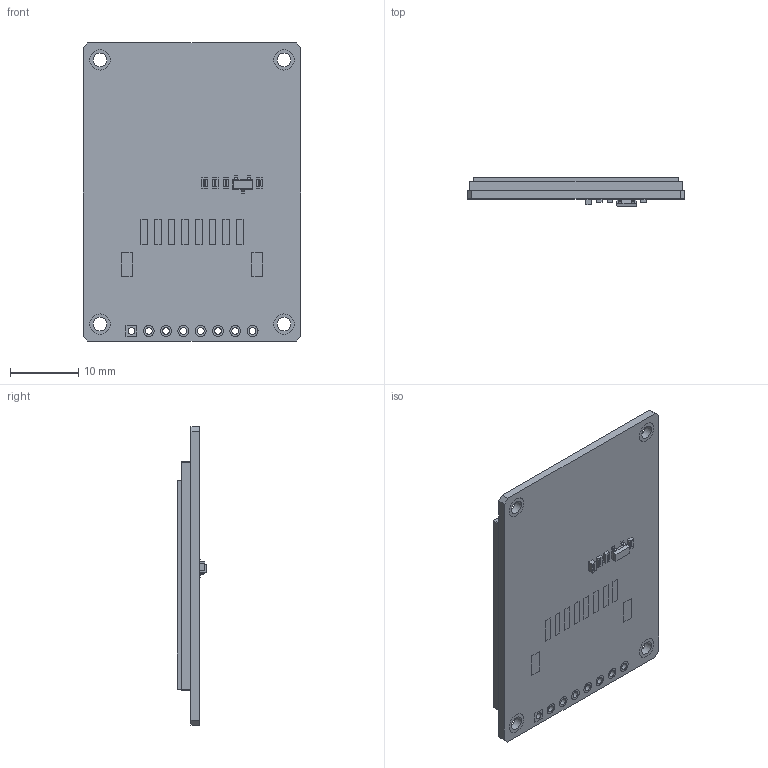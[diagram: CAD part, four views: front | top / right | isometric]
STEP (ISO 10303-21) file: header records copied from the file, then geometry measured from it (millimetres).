
FILE_DESCRIPTION(/* description */ (''),/* implementation_level */ '2;1');
FILE_NAME(/* name */ 'TFT_IPS_ZJI-1.stp',/* time_stamp */ '2020-07-20T13:12:25+03:00',/* author */ ('workuser'),/* organization */ (''),/* preprocessor_version */ 'ST-DEVELOPER v17',/* originating_system */ 'Autodesk Inventor 2019',/* authorisation */ '');
FILE_SCHEMA (('AUTOMOTIVE_DESIGN { 1 0 10303 214 3 1 1 }'));
Products named in the file (1): TFT_IPS_ZJI-1.54inch
Bounding box: 32 x 4.3 x 43.8 mm (x, y, z)
Volume: 3694.2 mm3; surface area: 3298.1 mm2
Topology: 6 solids, 6 shells, 1914 faces, 5199 edges, 3432 vertices
Faces by surface type: plane 1536, bspline 276, cylinder 86, sphere 16
Full cylindrical faces by diameter (mm): 1 x8, 1.6 x14, 2 x4, 3 x8
Entity records: 66186 total; most frequent: CARTESIAN_POINT 18042, ORIENTED_EDGE 10398, DIRECTION 8197, EDGE_CURVE 5199, LINE 4455, VECTOR 4455, VERTEX_POINT 3432, EDGE_LOOP 2073
